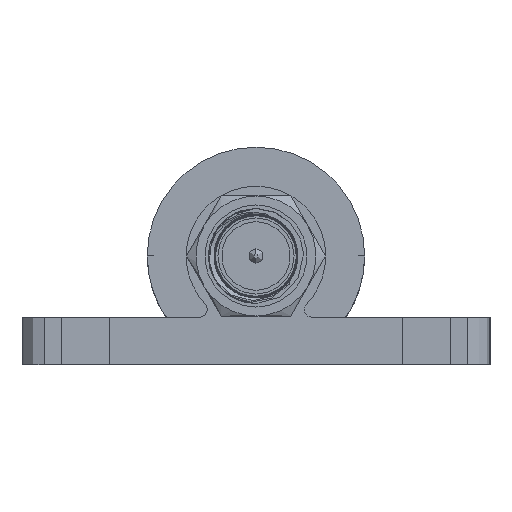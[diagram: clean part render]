
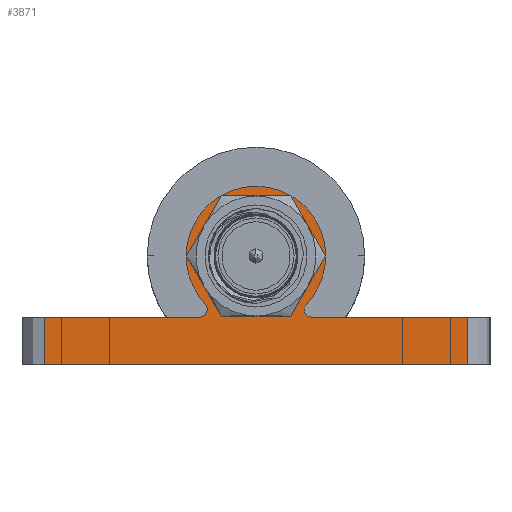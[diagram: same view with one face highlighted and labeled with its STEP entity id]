
A CAD part, front view. The second image highlights one B-rep face of the part: STEP entity #3871.
In plain terms, the highlighted planar face has unit normal (0, -1, 0).
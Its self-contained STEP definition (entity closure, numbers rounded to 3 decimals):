
#36 = LINE ( 'NONE', #4640, #4629 ) ;
#90 = EDGE_CURVE ( 'NONE', #5776, #1342, #192, .T. ) ;
#192 = CIRCLE ( 'NONE', #3526, 1.905 ) ;
#194 = CARTESIAN_POINT ( 'NONE',  ( 14.1, 2009.5, -4.07 ) ) ;
#216 = CARTESIAN_POINT ( 'NONE',  ( 14.1, 2009.5, -7.255 ) ) ;
#217 = CARTESIAN_POINT ( 'NONE',  ( 3.712, 2009.5, -3.57 ) ) ;
#482 = AXIS2_PLACEMENT_3D ( 'NONE', #4677, #4739, #2835 ) ;
#543 = CARTESIAN_POINT ( 'NONE',  ( -14.1, 2009.5, -7.25 ) ) ;
#545 = LINE ( 'NONE', #216, #3942 ) ;
#567 = CIRCLE ( 'NONE', #4870, 0.5 ) ;
#641 = EDGE_CURVE ( 'NONE', #2273, #5726, #3035, .T. ) ;
#670 = CARTESIAN_POINT ( 'NONE',  ( -3.351, 2009.5, -3.223 ) ) ;
#683 = CARTESIAN_POINT ( 'NONE',  ( 3.212, 2009.5, -3.57 ) ) ;
#688 = VERTEX_POINT ( 'NONE', #2948 ) ;
#695 = DIRECTION ( 'NONE',  ( -1., 0., 0. ) ) ;
#719 = EDGE_CURVE ( 'NONE', #2734, #688, #1979, .T. ) ;
#802 = DIRECTION ( 'NONE',  ( -1., 0., 0. ) ) ;
#808 = EDGE_CURVE ( 'NONE', #5643, #4856, #5873, .T. ) ;
#865 = CIRCLE ( 'NONE', #482, 0.5 ) ;
#892 = ORIENTED_EDGE ( 'NONE', *, *, #1251, .T. ) ;
#903 = CIRCLE ( 'NONE', #5478, 1.905 ) ;
#1029 = EDGE_CURVE ( 'NONE', #688, #5051, #36, .T. ) ;
#1036 = ORIENTED_EDGE ( 'NONE', *, *, #3423, .F. ) ;
#1123 = CARTESIAN_POINT ( 'NONE',  ( 0., 2009.5, 0. ) ) ;
#1232 = VECTOR ( 'NONE', #5174, 1000. ) ;
#1239 = DIRECTION ( 'NONE',  ( -1., 0., 0. ) ) ;
#1251 = EDGE_CURVE ( 'NONE', #1342, #5776, #903, .T. ) ;
#1303 = DIRECTION ( 'NONE',  ( 0., 1., 0. ) ) ;
#1342 = VERTEX_POINT ( 'NONE', #4761 ) ;
#1343 = VECTOR ( 'NONE', #5628, 1000. ) ;
#1388 = VECTOR ( 'NONE', #4003, 1000. ) ;
#1618 = AXIS2_PLACEMENT_3D ( 'NONE', #5254, #3508, #802 ) ;
#1666 = DIRECTION ( 'NONE',  ( -1., 0., 0. ) ) ;
#1751 = CARTESIAN_POINT ( 'NONE',  ( 0., 2009.5, 0. ) ) ;
#1801 = PLANE ( 'NONE',  #2002 ) ;
#1858 = FACE_OUTER_BOUND ( 'NONE', #2072, .T. ) ;
#1967 = ORIENTED_EDGE ( 'NONE', *, *, #719, .F. ) ;
#1979 = LINE ( 'NONE', #2446, #1232 ) ;
#2002 = AXIS2_PLACEMENT_3D ( 'NONE', #4032, #2736, #4573 ) ;
#2072 = EDGE_LOOP ( 'NONE', ( #2911, #1967, #3545, #5300, #3319, #4384, #4060, #3920, #4292, #2085, #1036 ) ) ;
#2085 = ORIENTED_EDGE ( 'NONE', *, *, #641, .F. ) ;
#2107 = CARTESIAN_POINT ( 'NONE',  ( -3.712, 2009.5, -3.57 ) ) ;
#2202 = VERTEX_POINT ( 'NONE', #5124 ) ;
#2273 = VERTEX_POINT ( 'NONE', #670 ) ;
#2293 = CARTESIAN_POINT ( 'NONE',  ( 1.905, 2009.5, 0. ) ) ;
#2297 = LINE ( 'NONE', #4124, #1388 ) ;
#2308 = CARTESIAN_POINT ( 'NONE',  ( 0., 2009.5, 0. ) ) ;
#2446 = CARTESIAN_POINT ( 'NONE',  ( -14.1, 2009.5, -7.255 ) ) ;
#2584 = EDGE_CURVE ( 'NONE', #4856, #2588, #3797, .T. ) ;
#2588 = VERTEX_POINT ( 'NONE', #194 ) ;
#2628 = EDGE_CURVE ( 'NONE', #3354, #5643, #865, .T. ) ;
#2734 = VERTEX_POINT ( 'NONE', #543 ) ;
#2736 = DIRECTION ( 'NONE',  ( 0., 1., 0. ) ) ;
#2754 = AXIS2_PLACEMENT_3D ( 'NONE', #1751, #2991, #5779 ) ;
#2825 = DIRECTION ( 'NONE',  ( 0., -1., 0. ) ) ;
#2835 = DIRECTION ( 'NONE',  ( -1., 0., 0. ) ) ;
#2865 = CARTESIAN_POINT ( 'NONE',  ( 3.712, 2009.5, -4.07 ) ) ;
#2900 = DIRECTION ( 'NONE',  ( -1., 0., 0. ) ) ;
#2902 = ORIENTED_EDGE ( 'NONE', *, *, #90, .T. ) ;
#2911 = ORIENTED_EDGE ( 'NONE', *, *, #1029, .F. ) ;
#2948 = CARTESIAN_POINT ( 'NONE',  ( -14.1, 2009.5, -4.07 ) ) ;
#2991 = DIRECTION ( 'NONE',  ( 0., 1., 0. ) ) ;
#3035 = CIRCLE ( 'NONE', #3513, 4.65 ) ;
#3040 = CIRCLE ( 'NONE', #1618, 4.65 ) ;
#3096 = EDGE_LOOP ( 'NONE', ( #892, #2902 ) ) ;
#3157 = CARTESIAN_POINT ( 'NONE',  ( 14.1, 2009.5, -7.25 ) ) ;
#3270 = CARTESIAN_POINT ( 'NONE',  ( -3.712, 2009.5, -4.07 ) ) ;
#3319 = ORIENTED_EDGE ( 'NONE', *, *, #2584, .F. ) ;
#3354 = VERTEX_POINT ( 'NONE', #5399 ) ;
#3423 = EDGE_CURVE ( 'NONE', #5051, #2273, #567, .T. ) ;
#3508 = DIRECTION ( 'NONE',  ( 0., 1., 0. ) ) ;
#3513 = AXIS2_PLACEMENT_3D ( 'NONE', #5615, #3883, #5116 ) ;
#3526 = AXIS2_PLACEMENT_3D ( 'NONE', #1123, #5187, #2900 ) ;
#3545 = ORIENTED_EDGE ( 'NONE', *, *, #4990, .F. ) ;
#3610 = DIRECTION ( 'NONE',  ( 1., 0., 0. ) ) ;
#3643 = EDGE_CURVE ( 'NONE', #2202, #3354, #4964, .T. ) ;
#3797 = LINE ( 'NONE', #2865, #1343 ) ;
#3871 = ADVANCED_FACE ( 'NONE', ( #1858, #5352 ), #1801, .F. ) ;
#3883 = DIRECTION ( 'NONE',  ( 0., 1., 0. ) ) ;
#3899 = VERTEX_POINT ( 'NONE', #3157 ) ;
#3920 = ORIENTED_EDGE ( 'NONE', *, *, #3643, .F. ) ;
#3942 = VECTOR ( 'NONE', #4759, 1000. ) ;
#4003 = DIRECTION ( 'NONE',  ( -1., 0., 0. ) ) ;
#4017 = DIRECTION ( 'NONE',  ( 0., -1., 0. ) ) ;
#4032 = CARTESIAN_POINT ( 'NONE',  ( 1.905, 2009.5, 0. ) ) ;
#4034 = CARTESIAN_POINT ( 'NONE',  ( 3.712, 2009.5, -4.07 ) ) ;
#4055 = EDGE_CURVE ( 'NONE', #5726, #2202, #3040, .T. ) ;
#4060 = ORIENTED_EDGE ( 'NONE', *, *, #2628, .F. ) ;
#4124 = CARTESIAN_POINT ( 'NONE',  ( -15.6, 2009.5, -7.25 ) ) ;
#4292 = ORIENTED_EDGE ( 'NONE', *, *, #4055, .F. ) ;
#4384 = ORIENTED_EDGE ( 'NONE', *, *, #808, .F. ) ;
#4438 = AXIS2_PLACEMENT_3D ( 'NONE', #217, #2825, #695 ) ;
#4573 = DIRECTION ( 'NONE',  ( 1., 0., 0. ) ) ;
#4629 = VECTOR ( 'NONE', #3610, 1000. ) ;
#4640 = CARTESIAN_POINT ( 'NONE',  ( -15.6, 2009.5, -4.07 ) ) ;
#4651 = EDGE_CURVE ( 'NONE', #3899, #2588, #545, .T. ) ;
#4677 = CARTESIAN_POINT ( 'NONE',  ( 3.712, 2009.5, -3.57 ) ) ;
#4739 = DIRECTION ( 'NONE',  ( 0., -1., 0. ) ) ;
#4759 = DIRECTION ( 'NONE',  ( 0., 0., 1. ) ) ;
#4761 = CARTESIAN_POINT ( 'NONE',  ( -1.905, 2009.5, 0. ) ) ;
#4847 = CARTESIAN_POINT ( 'NONE',  ( -4.65, 2009.5, 0. ) ) ;
#4856 = VERTEX_POINT ( 'NONE', #4034 ) ;
#4870 = AXIS2_PLACEMENT_3D ( 'NONE', #2107, #4017, #1666 ) ;
#4964 = CIRCLE ( 'NONE', #2754, 4.65 ) ;
#4990 = EDGE_CURVE ( 'NONE', #3899, #2734, #2297, .T. ) ;
#5051 = VERTEX_POINT ( 'NONE', #3270 ) ;
#5116 = DIRECTION ( 'NONE',  ( -1., 0., 0. ) ) ;
#5124 = CARTESIAN_POINT ( 'NONE',  ( 4.65, 2009.5, 0. ) ) ;
#5174 = DIRECTION ( 'NONE',  ( 0., 0., 1. ) ) ;
#5187 = DIRECTION ( 'NONE',  ( 0., 1., 0. ) ) ;
#5254 = CARTESIAN_POINT ( 'NONE',  ( 0., 2009.5, 0. ) ) ;
#5300 = ORIENTED_EDGE ( 'NONE', *, *, #4651, .T. ) ;
#5352 = FACE_BOUND ( 'NONE', #3096, .T. ) ;
#5399 = CARTESIAN_POINT ( 'NONE',  ( 3.351, 2009.5, -3.223 ) ) ;
#5478 = AXIS2_PLACEMENT_3D ( 'NONE', #2308, #1303, #1239 ) ;
#5615 = CARTESIAN_POINT ( 'NONE',  ( 0., 2009.5, 0. ) ) ;
#5628 = DIRECTION ( 'NONE',  ( 1., 0., 0. ) ) ;
#5643 = VERTEX_POINT ( 'NONE', #683 ) ;
#5726 = VERTEX_POINT ( 'NONE', #4847 ) ;
#5776 = VERTEX_POINT ( 'NONE', #2293 ) ;
#5779 = DIRECTION ( 'NONE',  ( -1., 0., 0. ) ) ;
#5873 = CIRCLE ( 'NONE', #4438, 0.5 ) ;
